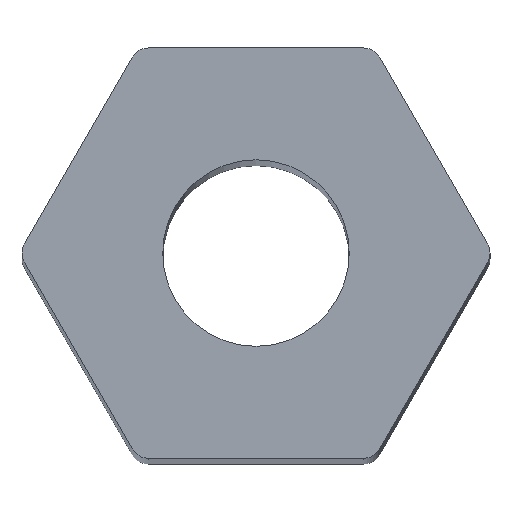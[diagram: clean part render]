
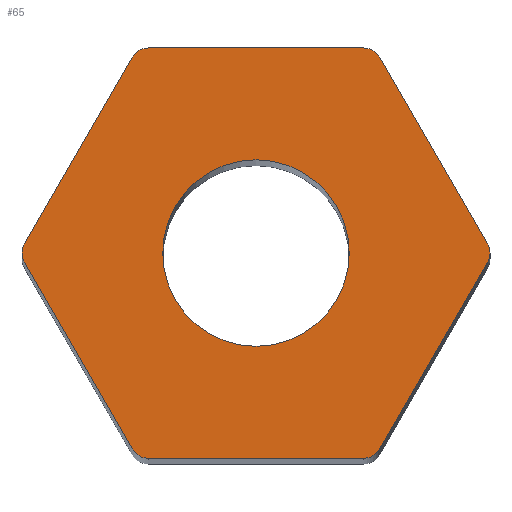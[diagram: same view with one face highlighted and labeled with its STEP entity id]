
A CAD part, top view. The second image highlights one B-rep face of the part: STEP entity #65.
In plain terms, the highlighted planar face has unit normal (0, 0, 1).
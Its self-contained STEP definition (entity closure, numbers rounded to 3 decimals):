
#3 = ORIENTED_EDGE ( 'NONE', *, *, #12, .F. ) ;
#7 = CIRCLE ( 'NONE', #183, 0.25 ) ;
#12 = EDGE_CURVE ( 'NONE', #298, #265, #277, .T. ) ;
#19 = DIRECTION ( 'NONE',  ( 0., 0., 1. ) ) ;
#23 = CARTESIAN_POINT ( 'NONE',  ( 1.443, -2.75, 45. ) ) ;
#24 = CARTESIAN_POINT ( 'NONE',  ( 0., 0., 45. ) ) ;
#32 = AXIS2_PLACEMENT_3D ( 'NONE', #438, #257, #390 ) ;
#33 = CARTESIAN_POINT ( 'NONE',  ( -1.66, -2.625, 45. ) ) ;
#34 = CARTESIAN_POINT ( 'NONE',  ( 3.103, -0.125, 45. ) ) ;
#35 = CIRCLE ( 'NONE', #302, 0.25 ) ;
#36 = DIRECTION ( 'NONE',  ( 0.5, 0.866, 0. ) ) ;
#40 = VERTEX_POINT ( 'NONE', #472 ) ;
#42 = EDGE_CURVE ( 'NONE', #556, #181, #132, .T. ) ;
#44 = DIRECTION ( 'NONE',  ( 1., 0., 0. ) ) ;
#46 = EDGE_CURVE ( 'NONE', #376, #252, #7, .T. ) ;
#52 = VERTEX_POINT ( 'NONE', #387 ) ;
#63 = ORIENTED_EDGE ( 'NONE', *, *, #228, .T. ) ;
#65 = ADVANCED_FACE ( 'NONE', ( #386, #244 ), #430, .T. ) ;
#66 = DIRECTION ( 'NONE',  ( -1., 0., 0. ) ) ;
#76 = DIRECTION ( 'NONE',  ( 0., 0., 1. ) ) ;
#88 = VECTOR ( 'NONE', #312, 1000. ) ;
#94 = EDGE_LOOP ( 'NONE', ( #545, #3 ) ) ;
#99 = EDGE_CURVE ( 'NONE', #149, #326, #544, .T. ) ;
#108 = CARTESIAN_POINT ( 'NONE',  ( 1.66, 2.625, 45. ) ) ;
#111 = CIRCLE ( 'NONE', #189, 0.25 ) ;
#112 = DIRECTION ( 'NONE',  ( 1., 0., 0. ) ) ;
#117 = DIRECTION ( 'NONE',  ( 0., 0., 1. ) ) ;
#124 = VERTEX_POINT ( 'NONE', #428 ) ;
#132 = LINE ( 'NONE', #160, #184 ) ;
#142 = AXIS2_PLACEMENT_3D ( 'NONE', #339, #159, #208 ) ;
#143 = LINE ( 'NONE', #151, #342 ) ;
#149 = VERTEX_POINT ( 'NONE', #33 ) ;
#151 = CARTESIAN_POINT ( 'NONE',  ( 3.175, 0., 45. ) ) ;
#159 = DIRECTION ( 'NONE',  ( 0., 0., 1. ) ) ;
#160 = CARTESIAN_POINT ( 'NONE',  ( 1.588, -2.75, 45. ) ) ;
#181 = VERTEX_POINT ( 'NONE', #34 ) ;
#183 = AXIS2_PLACEMENT_3D ( 'NONE', #527, #582, #44 ) ;
#184 = VECTOR ( 'NONE', #36, 1000. ) ;
#189 = AXIS2_PLACEMENT_3D ( 'NONE', #524, #463, #112 ) ;
#190 = CIRCLE ( 'NONE', #142, 1.25 ) ;
#194 = CARTESIAN_POINT ( 'NONE',  ( -1.588, -2.75, 45. ) ) ;
#197 = CIRCLE ( 'NONE', #409, 0.25 ) ;
#198 = CARTESIAN_POINT ( 'NONE',  ( -1.25, 0., 45. ) ) ;
#199 = ORIENTED_EDGE ( 'NONE', *, *, #316, .T. ) ;
#201 = EDGE_CURVE ( 'NONE', #251, #149, #230, .T. ) ;
#208 = DIRECTION ( 'NONE',  ( 1., 0., 0. ) ) ;
#211 = CARTESIAN_POINT ( 'NONE',  ( 1.66, -2.625, 45. ) ) ;
#213 = ORIENTED_EDGE ( 'NONE', *, *, #42, .T. ) ;
#216 = CARTESIAN_POINT ( 'NONE',  ( -3.175, 0., 45. ) ) ;
#220 = CIRCLE ( 'NONE', #375, 0.25 ) ;
#228 = EDGE_CURVE ( 'NONE', #181, #567, #220, .T. ) ;
#230 = LINE ( 'NONE', #216, #585 ) ;
#233 = DIRECTION ( 'NONE',  ( 0., 0., 1. ) ) ;
#235 = ORIENTED_EDGE ( 'NONE', *, *, #99, .T. ) ;
#236 = ORIENTED_EDGE ( 'NONE', *, *, #320, .T. ) ;
#237 = CARTESIAN_POINT ( 'NONE',  ( 1.443, 2.75, 45. ) ) ;
#241 = DIRECTION ( 'NONE',  ( -0.5, 0.866, 0. ) ) ;
#242 = LINE ( 'NONE', #194, #429 ) ;
#244 = FACE_OUTER_BOUND ( 'NONE', #431, .T. ) ;
#251 = VERTEX_POINT ( 'NONE', #286 ) ;
#252 = VERTEX_POINT ( 'NONE', #237 ) ;
#257 = DIRECTION ( 'NONE',  ( 0., 0., 1. ) ) ;
#262 = DIRECTION ( 'NONE',  ( 0., 0., 1. ) ) ;
#265 = VERTEX_POINT ( 'NONE', #198 ) ;
#267 = EDGE_CURVE ( 'NONE', #124, #52, #197, .T. ) ;
#274 = EDGE_CURVE ( 'NONE', #567, #376, #143, .T. ) ;
#277 = CIRCLE ( 'NONE', #486, 1.25 ) ;
#282 = EDGE_CURVE ( 'NONE', #326, #422, #242, .T. ) ;
#283 = LINE ( 'NONE', #482, #88 ) ;
#284 = VERTEX_POINT ( 'NONE', #364 ) ;
#286 = CARTESIAN_POINT ( 'NONE',  ( -3.103, -0.125, 45. ) ) ;
#290 = AXIS2_PLACEMENT_3D ( 'NONE', #343, #262, #534 ) ;
#295 = ORIENTED_EDGE ( 'NONE', *, *, #282, .T. ) ;
#297 = DIRECTION ( 'NONE',  ( 1., 0., 0. ) ) ;
#298 = VERTEX_POINT ( 'NONE', #406 ) ;
#299 = DIRECTION ( 'NONE',  ( 1., 0., 0. ) ) ;
#302 = AXIS2_PLACEMENT_3D ( 'NONE', #572, #76, #299 ) ;
#307 = ORIENTED_EDGE ( 'NONE', *, *, #267, .T. ) ;
#312 = DIRECTION ( 'NONE',  ( -0.5, -0.866, 0. ) ) ;
#316 = EDGE_CURVE ( 'NONE', #422, #556, #35, .T. ) ;
#317 = ORIENTED_EDGE ( 'NONE', *, *, #433, .T. ) ;
#320 = EDGE_CURVE ( 'NONE', #52, #251, #332, .T. ) ;
#321 = ORIENTED_EDGE ( 'NONE', *, *, #46, .T. ) ;
#326 = VERTEX_POINT ( 'NONE', #571 ) ;
#332 = CIRCLE ( 'NONE', #579, 0.25 ) ;
#336 = EDGE_CURVE ( 'NONE', #252, #284, #474, .T. ) ;
#339 = CARTESIAN_POINT ( 'NONE',  ( 0., 0., 45. ) ) ;
#342 = VECTOR ( 'NONE', #241, 1000. ) ;
#343 = CARTESIAN_POINT ( 'NONE',  ( -1.443, -2.5, 45. ) ) ;
#356 = EDGE_CURVE ( 'NONE', #284, #40, #111, .T. ) ;
#364 = CARTESIAN_POINT ( 'NONE',  ( -1.443, 2.75, 45. ) ) ;
#365 = DIRECTION ( 'NONE',  ( 1., 0., 0. ) ) ;
#370 = CARTESIAN_POINT ( 'NONE',  ( 2.887, 0., 45. ) ) ;
#375 = AXIS2_PLACEMENT_3D ( 'NONE', #370, #19, #402 ) ;
#376 = VERTEX_POINT ( 'NONE', #108 ) ;
#379 = EDGE_CURVE ( 'NONE', #265, #298, #190, .T. ) ;
#386 = FACE_BOUND ( 'NONE', #94, .T. ) ;
#387 = CARTESIAN_POINT ( 'NONE',  ( -3.137, 0., 45. ) ) ;
#390 = DIRECTION ( 'NONE',  ( 1., 0., 0. ) ) ;
#393 = DIRECTION ( 'NONE',  ( 0.5, -0.866, 0. ) ) ;
#395 = ORIENTED_EDGE ( 'NONE', *, *, #356, .T. ) ;
#396 = ORIENTED_EDGE ( 'NONE', *, *, #336, .T. ) ;
#397 = VECTOR ( 'NONE', #66, 1000. ) ;
#399 = ORIENTED_EDGE ( 'NONE', *, *, #274, .T. ) ;
#402 = DIRECTION ( 'NONE',  ( 1., 0., 0. ) ) ;
#406 = CARTESIAN_POINT ( 'NONE',  ( 1.25, 0., 45. ) ) ;
#407 = CARTESIAN_POINT ( 'NONE',  ( -2.887, 0., 45. ) ) ;
#409 = AXIS2_PLACEMENT_3D ( 'NONE', #407, #233, #412 ) ;
#412 = DIRECTION ( 'NONE',  ( 1., 0., 0. ) ) ;
#417 = CARTESIAN_POINT ( 'NONE',  ( 1.588, 2.75, 45. ) ) ;
#422 = VERTEX_POINT ( 'NONE', #23 ) ;
#423 = DIRECTION ( 'NONE',  ( 1., 0., 0. ) ) ;
#428 = CARTESIAN_POINT ( 'NONE',  ( -3.103, 0.125, 45. ) ) ;
#429 = VECTOR ( 'NONE', #365, 1000. ) ;
#430 = PLANE ( 'NONE',  #32 ) ;
#431 = EDGE_LOOP ( 'NONE', ( #317, #307, #236, #434, #235, #295, #199, #213, #63, #399, #321, #396, #395 ) ) ;
#433 = EDGE_CURVE ( 'NONE', #40, #124, #283, .T. ) ;
#434 = ORIENTED_EDGE ( 'NONE', *, *, #201, .T. ) ;
#438 = CARTESIAN_POINT ( 'NONE',  ( 0., 0., 45. ) ) ;
#439 = CARTESIAN_POINT ( 'NONE',  ( 3.103, 0.125, 45. ) ) ;
#463 = DIRECTION ( 'NONE',  ( 0., 0., 1. ) ) ;
#469 = DIRECTION ( 'NONE',  ( 0., 0., 1. ) ) ;
#471 = CARTESIAN_POINT ( 'NONE',  ( -2.887, 0., 45. ) ) ;
#472 = CARTESIAN_POINT ( 'NONE',  ( -1.66, 2.625, 45. ) ) ;
#474 = LINE ( 'NONE', #417, #397 ) ;
#482 = CARTESIAN_POINT ( 'NONE',  ( -1.588, 2.75, 45. ) ) ;
#486 = AXIS2_PLACEMENT_3D ( 'NONE', #24, #469, #297 ) ;
#524 = CARTESIAN_POINT ( 'NONE',  ( -1.443, 2.5, 45. ) ) ;
#527 = CARTESIAN_POINT ( 'NONE',  ( 1.443, 2.5, 45. ) ) ;
#534 = DIRECTION ( 'NONE',  ( 1., 0., 0. ) ) ;
#544 = CIRCLE ( 'NONE', #290, 0.25 ) ;
#545 = ORIENTED_EDGE ( 'NONE', *, *, #379, .F. ) ;
#556 = VERTEX_POINT ( 'NONE', #211 ) ;
#567 = VERTEX_POINT ( 'NONE', #439 ) ;
#571 = CARTESIAN_POINT ( 'NONE',  ( -1.443, -2.75, 45. ) ) ;
#572 = CARTESIAN_POINT ( 'NONE',  ( 1.443, -2.5, 45. ) ) ;
#579 = AXIS2_PLACEMENT_3D ( 'NONE', #471, #117, #423 ) ;
#582 = DIRECTION ( 'NONE',  ( 0., 0., 1. ) ) ;
#585 = VECTOR ( 'NONE', #393, 1000. ) ;
